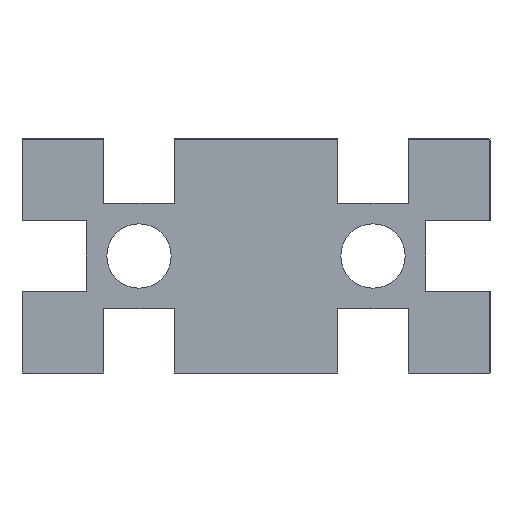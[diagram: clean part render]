
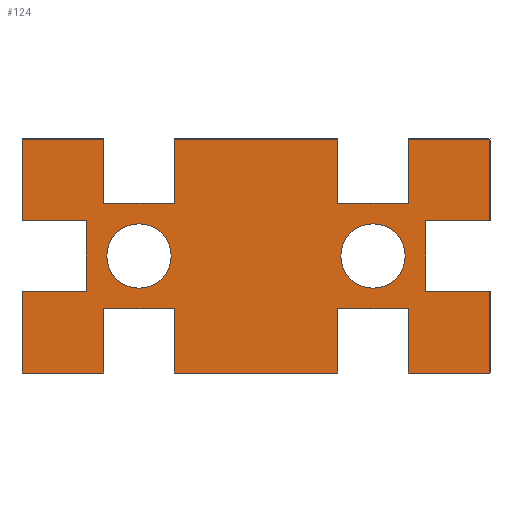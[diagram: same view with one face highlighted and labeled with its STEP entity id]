
A CAD part, left-side view. The second image highlights one B-rep face of the part: STEP entity #124.
In plain terms, the highlighted planar face has unit normal (-1, 0, 0).
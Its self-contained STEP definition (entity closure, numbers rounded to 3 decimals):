
#124=ADVANCED_FACE('',(#244,#245,#246),#247,.F.);
#244=FACE_BOUND('',#357,.T.);
#245=FACE_BOUND('',#358,.T.);
#246=FACE_OUTER_BOUND('',#359,.T.);
#247=PLANE('',#360);
#357=EDGE_LOOP('',(#655,#656));
#358=EDGE_LOOP('',(#657,#658));
#359=EDGE_LOOP('',(#659,#660,#661,#662,#663,#664,#665,#666,#667,#668,#669,#670,#671,#672,#673,#674,#675,#676,#677,#678,#679,#680,#681,#682,#683,#684,#685,#686));
#360=AXIS2_PLACEMENT_3D('',#687,#688,#689);
#655=ORIENTED_EDGE('',*,*,#699,.T.);
#656=ORIENTED_EDGE('',*,*,#701,.T.);
#657=ORIENTED_EDGE('',*,*,#694,.T.);
#658=ORIENTED_EDGE('',*,*,#704,.T.);
#659=ORIENTED_EDGE('',*,*,#817,.T.);
#660=ORIENTED_EDGE('',*,*,#709,.T.);
#661=ORIENTED_EDGE('',*,*,#714,.T.);
#662=ORIENTED_EDGE('',*,*,#718,.T.);
#663=ORIENTED_EDGE('',*,*,#722,.T.);
#664=ORIENTED_EDGE('',*,*,#726,.T.);
#665=ORIENTED_EDGE('',*,*,#730,.T.);
#666=ORIENTED_EDGE('',*,*,#734,.T.);
#667=ORIENTED_EDGE('',*,*,#738,.T.);
#668=ORIENTED_EDGE('',*,*,#742,.T.);
#669=ORIENTED_EDGE('',*,*,#746,.T.);
#670=ORIENTED_EDGE('',*,*,#750,.T.);
#671=ORIENTED_EDGE('',*,*,#754,.T.);
#672=ORIENTED_EDGE('',*,*,#758,.T.);
#673=ORIENTED_EDGE('',*,*,#762,.T.);
#674=ORIENTED_EDGE('',*,*,#766,.T.);
#675=ORIENTED_EDGE('',*,*,#770,.T.);
#676=ORIENTED_EDGE('',*,*,#774,.T.);
#677=ORIENTED_EDGE('',*,*,#778,.T.);
#678=ORIENTED_EDGE('',*,*,#782,.T.);
#679=ORIENTED_EDGE('',*,*,#786,.T.);
#680=ORIENTED_EDGE('',*,*,#790,.T.);
#681=ORIENTED_EDGE('',*,*,#794,.T.);
#682=ORIENTED_EDGE('',*,*,#798,.T.);
#683=ORIENTED_EDGE('',*,*,#802,.T.);
#684=ORIENTED_EDGE('',*,*,#806,.T.);
#685=ORIENTED_EDGE('',*,*,#810,.T.);
#686=ORIENTED_EDGE('',*,*,#814,.T.);
#687=CARTESIAN_POINT('',(0.,0.,0.));
#688=DIRECTION('',(1.0,0.,0.));
#689=DIRECTION('',(0.,1.0,0.0));
#694=EDGE_CURVE('',#822,#826,#828,.T.);
#699=EDGE_CURVE('',#831,#835,#837,.T.);
#701=EDGE_CURVE('',#835,#831,#839,.T.);
#704=EDGE_CURVE('',#826,#822,#842,.T.);
#709=EDGE_CURVE('',#850,#848,#851,.T.);
#714=EDGE_CURVE('',#848,#856,#858,.T.);
#718=EDGE_CURVE('',#856,#862,#864,.T.);
#722=EDGE_CURVE('',#862,#868,#870,.T.);
#726=EDGE_CURVE('',#868,#874,#876,.T.);
#730=EDGE_CURVE('',#874,#880,#882,.T.);
#734=EDGE_CURVE('',#880,#886,#888,.T.);
#738=EDGE_CURVE('',#886,#892,#894,.T.);
#742=EDGE_CURVE('',#892,#898,#900,.T.);
#746=EDGE_CURVE('',#898,#904,#906,.T.);
#750=EDGE_CURVE('',#904,#910,#912,.T.);
#754=EDGE_CURVE('',#910,#916,#918,.T.);
#758=EDGE_CURVE('',#916,#922,#924,.T.);
#762=EDGE_CURVE('',#922,#928,#930,.T.);
#766=EDGE_CURVE('',#928,#934,#936,.T.);
#770=EDGE_CURVE('',#934,#940,#942,.T.);
#774=EDGE_CURVE('',#940,#946,#948,.T.);
#778=EDGE_CURVE('',#946,#952,#954,.T.);
#782=EDGE_CURVE('',#952,#958,#960,.T.);
#786=EDGE_CURVE('',#958,#964,#966,.T.);
#790=EDGE_CURVE('',#964,#970,#972,.T.);
#794=EDGE_CURVE('',#970,#976,#978,.T.);
#798=EDGE_CURVE('',#976,#982,#984,.T.);
#802=EDGE_CURVE('',#982,#988,#990,.T.);
#806=EDGE_CURVE('',#988,#994,#996,.T.);
#810=EDGE_CURVE('',#994,#1000,#1002,.T.);
#814=EDGE_CURVE('',#1000,#1006,#1008,.T.);
#817=EDGE_CURVE('',#1006,#850,#1011,.T.);
#822=VERTEX_POINT('',#1016);
#826=VERTEX_POINT('',#1021);
#828=CIRCLE('',#1024,2.75);
#831=VERTEX_POINT('',#1027);
#835=VERTEX_POINT('',#1032);
#837=CIRCLE('',#1035,2.75);
#839=CIRCLE('',#1037,2.75);
#842=CIRCLE('',#1040,2.75);
#848=VERTEX_POINT('',#1047);
#850=VERTEX_POINT('',#1050);
#851=LINE('',#1051,#1052);
#856=VERTEX_POINT('',#1059);
#858=LINE('',#1062,#1063);
#862=VERTEX_POINT('',#1068);
#864=LINE('',#1071,#1072);
#868=VERTEX_POINT('',#1077);
#870=LINE('',#1080,#1081);
#874=VERTEX_POINT('',#1086);
#876=LINE('',#1089,#1090);
#880=VERTEX_POINT('',#1095);
#882=LINE('',#1098,#1099);
#886=VERTEX_POINT('',#1104);
#888=LINE('',#1107,#1108);
#892=VERTEX_POINT('',#1113);
#894=LINE('',#1116,#1117);
#898=VERTEX_POINT('',#1122);
#900=LINE('',#1125,#1126);
#904=VERTEX_POINT('',#1131);
#906=LINE('',#1134,#1135);
#910=VERTEX_POINT('',#1140);
#912=LINE('',#1143,#1144);
#916=VERTEX_POINT('',#1149);
#918=LINE('',#1152,#1153);
#922=VERTEX_POINT('',#1158);
#924=LINE('',#1161,#1162);
#928=VERTEX_POINT('',#1167);
#930=LINE('',#1170,#1171);
#934=VERTEX_POINT('',#1176);
#936=LINE('',#1179,#1180);
#940=VERTEX_POINT('',#1185);
#942=LINE('',#1188,#1189);
#946=VERTEX_POINT('',#1194);
#948=LINE('',#1197,#1198);
#952=VERTEX_POINT('',#1203);
#954=LINE('',#1206,#1207);
#958=VERTEX_POINT('',#1212);
#960=LINE('',#1215,#1216);
#964=VERTEX_POINT('',#1221);
#966=LINE('',#1224,#1225);
#970=VERTEX_POINT('',#1230);
#972=LINE('',#1233,#1234);
#976=VERTEX_POINT('',#1239);
#978=LINE('',#1242,#1243);
#982=VERTEX_POINT('',#1248);
#984=LINE('',#1251,#1252);
#988=VERTEX_POINT('',#1257);
#990=LINE('',#1260,#1261);
#994=VERTEX_POINT('',#1266);
#996=LINE('',#1269,#1270);
#1000=VERTEX_POINT('',#1275);
#1002=LINE('',#1278,#1279);
#1006=VERTEX_POINT('',#1284);
#1008=LINE('',#1287,#1288);
#1011=LINE('',#1292,#1293);
#1016=CARTESIAN_POINT('',(0.,-7.25,0.0));
#1021=CARTESIAN_POINT('',(0.,-12.75,0.));
#1024=AXIS2_PLACEMENT_3D('',#1301,#1302,#1303);
#1027=CARTESIAN_POINT('',(0.,12.75,0.0));
#1032=CARTESIAN_POINT('',(0.,7.25,0.));
#1035=AXIS2_PLACEMENT_3D('',#1309,#1310,#1311);
#1037=AXIS2_PLACEMENT_3D('',#1312,#1313,#1314);
#1040=AXIS2_PLACEMENT_3D('',#1318,#1319,#1320);
#1047=CARTESIAN_POINT('',(0.,20.0,-10.0));
#1050=CARTESIAN_POINT('',(0.,20.0,-3.0));
#1051=CARTESIAN_POINT('',(0.,20.0,-3.0));
#1052=VECTOR('',#1326,1.0);
#1059=CARTESIAN_POINT('',(0.,13.0,-10.0));
#1062=CARTESIAN_POINT('',(0.,20.0,-10.0));
#1063=VECTOR('',#1330,1.0);
#1068=CARTESIAN_POINT('',(0.,13.0,-4.5));
#1071=CARTESIAN_POINT('',(0.,13.0,-10.0));
#1072=VECTOR('',#1333,1.0);
#1077=CARTESIAN_POINT('',(0.,7.0,-4.5));
#1080=CARTESIAN_POINT('',(0.,13.0,-4.5));
#1081=VECTOR('',#1336,1.0);
#1086=CARTESIAN_POINT('',(0.,7.0,-10.0));
#1089=CARTESIAN_POINT('',(0.,7.0,-4.5));
#1090=VECTOR('',#1339,1.0);
#1095=CARTESIAN_POINT('',(0.,-7.0,-10.0));
#1098=CARTESIAN_POINT('',(0.,7.0,-10.0));
#1099=VECTOR('',#1342,1.0);
#1104=CARTESIAN_POINT('',(0.,-7.0,-4.5));
#1107=CARTESIAN_POINT('',(0.,-7.0,-10.0));
#1108=VECTOR('',#1345,1.0);
#1113=CARTESIAN_POINT('',(0.,-13.0,-4.5));
#1116=CARTESIAN_POINT('',(0.,-7.0,-4.5));
#1117=VECTOR('',#1348,1.0);
#1122=CARTESIAN_POINT('',(0.,-13.0,-10.0));
#1125=CARTESIAN_POINT('',(0.,-13.0,-4.5));
#1126=VECTOR('',#1351,1.0);
#1131=CARTESIAN_POINT('',(0.,-20.0,-10.0));
#1134=CARTESIAN_POINT('',(0.,-13.0,-10.0));
#1135=VECTOR('',#1354,1.0);
#1140=CARTESIAN_POINT('',(0.,-20.0,-3.0));
#1143=CARTESIAN_POINT('',(0.,-20.0,-10.0));
#1144=VECTOR('',#1357,1.0);
#1149=CARTESIAN_POINT('',(0.,-14.5,-3.0));
#1152=CARTESIAN_POINT('',(0.,-20.0,-3.0));
#1153=VECTOR('',#1360,1.0);
#1158=CARTESIAN_POINT('',(0.,-14.5,3.0));
#1161=CARTESIAN_POINT('',(0.,-14.5,-3.0));
#1162=VECTOR('',#1363,1.0);
#1167=CARTESIAN_POINT('',(0.,-20.0,3.0));
#1170=CARTESIAN_POINT('',(0.,-14.5,3.0));
#1171=VECTOR('',#1366,1.0);
#1176=CARTESIAN_POINT('',(0.,-20.0,10.0));
#1179=CARTESIAN_POINT('',(0.,-20.0,3.0));
#1180=VECTOR('',#1369,1.0);
#1185=CARTESIAN_POINT('',(0.,-13.0,10.0));
#1188=CARTESIAN_POINT('',(0.,-20.0,10.0));
#1189=VECTOR('',#1372,1.0);
#1194=CARTESIAN_POINT('',(0.,-13.0,4.5));
#1197=CARTESIAN_POINT('',(0.,-13.0,10.0));
#1198=VECTOR('',#1375,1.0);
#1203=CARTESIAN_POINT('',(0.,-7.0,4.5));
#1206=CARTESIAN_POINT('',(0.,-13.0,4.5));
#1207=VECTOR('',#1378,1.0);
#1212=CARTESIAN_POINT('',(0.,-7.0,10.0));
#1215=CARTESIAN_POINT('',(0.,-7.0,4.5));
#1216=VECTOR('',#1381,1.0);
#1221=CARTESIAN_POINT('',(0.,7.0,10.0));
#1224=CARTESIAN_POINT('',(0.,-7.0,10.0));
#1225=VECTOR('',#1384,1.0);
#1230=CARTESIAN_POINT('',(0.,7.0,4.5));
#1233=CARTESIAN_POINT('',(0.,7.0,10.0));
#1234=VECTOR('',#1387,1.0);
#1239=CARTESIAN_POINT('',(0.,13.0,4.5));
#1242=CARTESIAN_POINT('',(0.,7.0,4.5));
#1243=VECTOR('',#1390,1.0);
#1248=CARTESIAN_POINT('',(0.,13.0,10.0));
#1251=CARTESIAN_POINT('',(0.,13.0,4.5));
#1252=VECTOR('',#1393,1.0);
#1257=CARTESIAN_POINT('',(0.,20.0,10.0));
#1260=CARTESIAN_POINT('',(0.,13.0,10.0));
#1261=VECTOR('',#1396,1.0);
#1266=CARTESIAN_POINT('',(0.,20.0,3.0));
#1269=CARTESIAN_POINT('',(0.,20.0,10.0));
#1270=VECTOR('',#1399,1.0);
#1275=CARTESIAN_POINT('',(0.,14.5,3.0));
#1278=CARTESIAN_POINT('',(0.,20.0,3.0));
#1279=VECTOR('',#1402,1.0);
#1284=CARTESIAN_POINT('',(0.,14.5,-3.0));
#1287=CARTESIAN_POINT('',(0.,14.5,3.0));
#1288=VECTOR('',#1405,1.0);
#1292=CARTESIAN_POINT('',(0.,14.5,-3.0));
#1293=VECTOR('',#1407,1.0);
#1301=CARTESIAN_POINT('',(0.0,-10.0,0.0));
#1302=DIRECTION('',(1.0,0.,0.));
#1303=DIRECTION('',(0.,1.0,0.0));
#1309=CARTESIAN_POINT('',(0.0,10.0,0.0));
#1310=DIRECTION('',(1.0,0.,0.));
#1311=DIRECTION('',(0.,1.0,0.0));
#1312=CARTESIAN_POINT('',(0.0,10.0,0.0));
#1313=DIRECTION('',(1.0,0.,0.));
#1314=DIRECTION('',(0.,1.0,0.0));
#1318=CARTESIAN_POINT('',(0.0,-10.0,0.0));
#1319=DIRECTION('',(1.0,0.,0.));
#1320=DIRECTION('',(0.,1.0,0.0));
#1326=DIRECTION('',(0.,0.,-1.0));
#1330=DIRECTION('',(0.,-1.0,0.0));
#1333=DIRECTION('',(0.,0.,1.0));
#1336=DIRECTION('',(0.,-1.0,0.0));
#1339=DIRECTION('',(0.,0.,-1.0));
#1342=DIRECTION('',(0.,-1.0,0.0));
#1345=DIRECTION('',(0.,0.,1.0));
#1348=DIRECTION('',(0.,-1.0,0.0));
#1351=DIRECTION('',(0.,0.,-1.0));
#1354=DIRECTION('',(0.,-1.0,0.0));
#1357=DIRECTION('',(0.,0.,1.0));
#1360=DIRECTION('',(0.,1.0,0.0));
#1363=DIRECTION('',(0.,0.,1.0));
#1366=DIRECTION('',(0.,-1.0,0.0));
#1369=DIRECTION('',(0.,0.,1.0));
#1372=DIRECTION('',(0.,1.0,0.0));
#1375=DIRECTION('',(0.,0.,-1.0));
#1378=DIRECTION('',(0.,1.0,0.0));
#1381=DIRECTION('',(0.,0.,1.0));
#1384=DIRECTION('',(0.,1.0,0.0));
#1387=DIRECTION('',(0.,0.,-1.0));
#1390=DIRECTION('',(0.,1.0,0.0));
#1393=DIRECTION('',(0.,0.,1.0));
#1396=DIRECTION('',(0.,1.0,0.0));
#1399=DIRECTION('',(0.,0.,-1.0));
#1402=DIRECTION('',(0.,-1.0,0.0));
#1405=DIRECTION('',(0.,0.,-1.0));
#1407=DIRECTION('',(0.,1.0,0.0));
